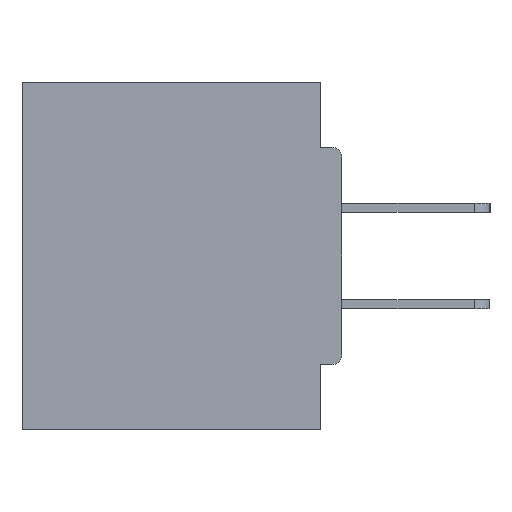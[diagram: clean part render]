
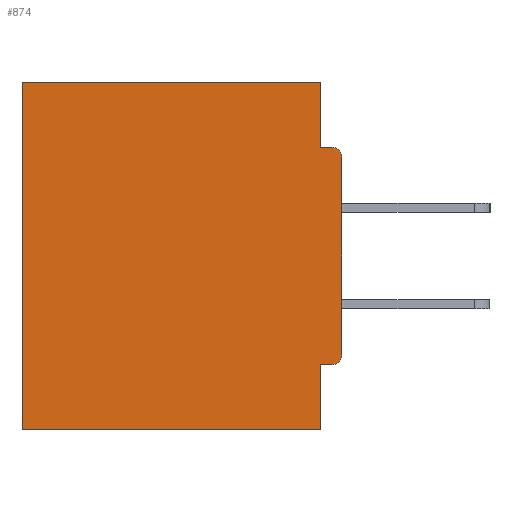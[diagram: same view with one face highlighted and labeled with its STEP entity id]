
A CAD part, left-side view. The second image highlights one B-rep face of the part: STEP entity #874.
In plain terms, the highlighted planar face has unit normal (-1, 0, 0).
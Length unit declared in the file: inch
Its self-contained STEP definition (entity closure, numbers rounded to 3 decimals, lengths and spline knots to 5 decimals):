
#116 = CARTESIAN_POINT ( 'NONE',  ( 0.298, 0.031, -0.5 ) ) ;
#581 = CIRCLE ( 'NONE', #8014, 0.015 ) ;
#874 = ADVANCED_FACE ( 'NONE', ( #22369 ), #26547, .F. ) ;
#1584 = CARTESIAN_POINT ( 'NONE',  ( 0.298, 0., -0.5 ) ) ;
#2810 = DIRECTION ( 'NONE',  ( 0., 0., -1. ) ) ;
#2811 = VECTOR ( 'NONE', #25142, 39.37008 ) ;
#2966 = EDGE_CURVE ( 'NONE', #21008, #7448, #25311, .T. ) ;
#4080 = DIRECTION ( 'NONE',  ( 1., 0., 0. ) ) ;
#4284 = EDGE_CURVE ( 'NONE', #15987, #35281, #10227, .T. ) ;
#5692 = EDGE_CURVE ( 'NONE', #29506, #16967, #29502, .T. ) ;
#5765 = ORIENTED_EDGE ( 'NONE', *, *, #4284, .T. ) ;
#6057 = CIRCLE ( 'NONE', #27720, 0.015 ) ;
#6072 = VERTEX_POINT ( 'NONE', #10588 ) ;
#6697 = VECTOR ( 'NONE', #30485, 39.37008 ) ;
#7044 = ORIENTED_EDGE ( 'NONE', *, *, #29721, .F. ) ;
#7126 = CARTESIAN_POINT ( 'NONE',  ( 0.298, 0.015, -0.1085 ) ) ;
#7448 = VERTEX_POINT ( 'NONE', #10781 ) ;
#8014 = AXIS2_PLACEMENT_3D ( 'NONE', #7126, #26815, #21020 ) ;
#10227 = LINE ( 'NONE', #28710, #2811 ) ;
#10373 = ORIENTED_EDGE ( 'NONE', *, *, #23666, .F. ) ;
#10588 = CARTESIAN_POINT ( 'NONE',  ( 0.298, 0.031, -0.4065 ) ) ;
#10781 = CARTESIAN_POINT ( 'NONE',  ( 0.298, 0., -0.3915 ) ) ;
#11434 = DIRECTION ( 'NONE',  ( 0., 0., -1. ) ) ;
#11502 = EDGE_CURVE ( 'NONE', #30707, #35281, #12269, .T. ) ;
#12269 = LINE ( 'NONE', #1584, #27322 ) ;
#12393 = AXIS2_PLACEMENT_3D ( 'NONE', #12469, #4080, #23488 ) ;
#12469 = CARTESIAN_POINT ( 'NONE',  ( 0.298, 0., 0. ) ) ;
#12567 = ORIENTED_EDGE ( 'NONE', *, *, #2966, .F. ) ;
#13174 = CARTESIAN_POINT ( 'NONE',  ( 0.298, 0.46, -0.5 ) ) ;
#13502 = CARTESIAN_POINT ( 'NONE',  ( 0.298, 0., 0. ) ) ;
#13834 = VECTOR ( 'NONE', #2810, 39.37008 ) ;
#14020 = ORIENTED_EDGE ( 'NONE', *, *, #18214, .F. ) ;
#14315 = VECTOR ( 'NONE', #30516, 39.37008 ) ;
#14779 = ORIENTED_EDGE ( 'NONE', *, *, #28150, .T. ) ;
#15484 = LINE ( 'NONE', #19937, #24779 ) ;
#15700 = DIRECTION ( 'NONE',  ( 0., 1., 0. ) ) ;
#15987 = VERTEX_POINT ( 'NONE', #16906 ) ;
#16187 = EDGE_LOOP ( 'NONE', ( #14779, #7044, #34718, #17685, #5765, #28403, #10373, #14020, #21431, #12567 ) ) ;
#16718 = DIRECTION ( 'NONE',  ( -1., 0., 0. ) ) ;
#16906 = CARTESIAN_POINT ( 'NONE',  ( 0.298, 0.46, 0. ) ) ;
#16967 = VERTEX_POINT ( 'NONE', #20628 ) ;
#17685 = ORIENTED_EDGE ( 'NONE', *, *, #21069, .T. ) ;
#18214 = EDGE_CURVE ( 'NONE', #26197, #6072, #34893, .T. ) ;
#18257 = CARTESIAN_POINT ( 'NONE',  ( 0.298, 0., -0.0935 ) ) ;
#19937 = CARTESIAN_POINT ( 'NONE',  ( 0.298, 0.031, -0.5 ) ) ;
#20628 = CARTESIAN_POINT ( 'NONE',  ( 0.298, 0.031, -0.0935 ) ) ;
#21008 = VERTEX_POINT ( 'NONE', #21636 ) ;
#21020 = DIRECTION ( 'NONE',  ( 0., 0., -1. ) ) ;
#21069 = EDGE_CURVE ( 'NONE', #29506, #15987, #29786, .T. ) ;
#21431 = ORIENTED_EDGE ( 'NONE', *, *, #32421, .T. ) ;
#21566 = LINE ( 'NONE', #18257, #32127 ) ;
#21636 = CARTESIAN_POINT ( 'NONE',  ( 0.298, 0., -0.1085 ) ) ;
#21978 = CARTESIAN_POINT ( 'NONE',  ( 0.298, 0., 0. ) ) ;
#22369 = FACE_OUTER_BOUND ( 'NONE', #16187, .T. ) ;
#22745 = CARTESIAN_POINT ( 'NONE',  ( 0.298, 0.031, 0. ) ) ;
#23488 = DIRECTION ( 'NONE',  ( 0., 0., -1. ) ) ;
#23666 = EDGE_CURVE ( 'NONE', #6072, #30707, #15484, .T. ) ;
#24779 = VECTOR ( 'NONE', #25622, 39.37008 ) ;
#25142 = DIRECTION ( 'NONE',  ( 0., 0., -1. ) ) ;
#25311 = LINE ( 'NONE', #21978, #13834 ) ;
#25622 = DIRECTION ( 'NONE',  ( 0., 0., -1. ) ) ;
#26197 = VERTEX_POINT ( 'NONE', #31972 ) ;
#26547 = PLANE ( 'NONE',  #12393 ) ;
#26815 = DIRECTION ( 'NONE',  ( -1., 0., 0. ) ) ;
#27322 = VECTOR ( 'NONE', #15700, 39.37008 ) ;
#27720 = AXIS2_PLACEMENT_3D ( 'NONE', #33736, #16718, #36415 ) ;
#28150 = EDGE_CURVE ( 'NONE', #21008, #28595, #581, .T. ) ;
#28403 = ORIENTED_EDGE ( 'NONE', *, *, #11502, .F. ) ;
#28595 = VERTEX_POINT ( 'NONE', #35489 ) ;
#28710 = CARTESIAN_POINT ( 'NONE',  ( 0.298, 0.46, 0. ) ) ;
#29502 = LINE ( 'NONE', #36212, #33481 ) ;
#29506 = VERTEX_POINT ( 'NONE', #22745 ) ;
#29721 = EDGE_CURVE ( 'NONE', #16967, #28595, #21566, .T. ) ;
#29786 = LINE ( 'NONE', #13502, #14315 ) ;
#30485 = DIRECTION ( 'NONE',  ( 0., 1., 0. ) ) ;
#30516 = DIRECTION ( 'NONE',  ( 0., 1., 0. ) ) ;
#30707 = VERTEX_POINT ( 'NONE', #116 ) ;
#31972 = CARTESIAN_POINT ( 'NONE',  ( 0.298, 0.015, -0.4065 ) ) ;
#32127 = VECTOR ( 'NONE', #35137, 39.37008 ) ;
#32421 = EDGE_CURVE ( 'NONE', #26197, #7448, #6057, .T. ) ;
#33188 = CARTESIAN_POINT ( 'NONE',  ( 0.298, 0., -0.4065 ) ) ;
#33481 = VECTOR ( 'NONE', #11434, 39.37008 ) ;
#33736 = CARTESIAN_POINT ( 'NONE',  ( 0.298, 0.015, -0.3915 ) ) ;
#34718 = ORIENTED_EDGE ( 'NONE', *, *, #5692, .F. ) ;
#34893 = LINE ( 'NONE', #33188, #6697 ) ;
#35137 = DIRECTION ( 'NONE',  ( 0., -1., 0. ) ) ;
#35281 = VERTEX_POINT ( 'NONE', #13174 ) ;
#35489 = CARTESIAN_POINT ( 'NONE',  ( 0.298, 0.015, -0.0935 ) ) ;
#36212 = CARTESIAN_POINT ( 'NONE',  ( 0.298, 0.031, -0.5 ) ) ;
#36415 = DIRECTION ( 'NONE',  ( 0., 0., -1. ) ) ;
